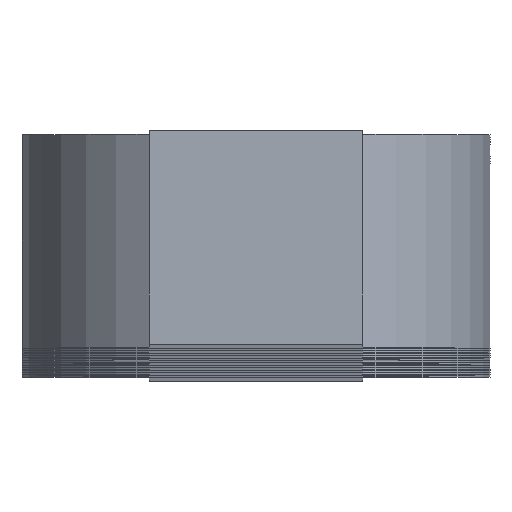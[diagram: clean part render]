
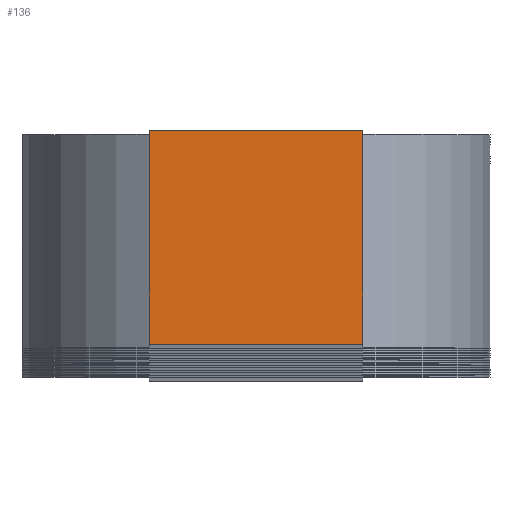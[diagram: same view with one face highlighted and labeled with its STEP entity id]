
A CAD part, top view. The second image highlights one B-rep face of the part: STEP entity #136.
In plain terms, the highlighted planar face has unit normal (0, 0, 1).
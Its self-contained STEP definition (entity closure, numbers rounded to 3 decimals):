
#136 = ADVANCED_FACE ( 'NONE', ( #7531 ), #338, .T. ) ;
#146 = CARTESIAN_POINT ( 'NONE',  ( -10., 10., 1000. ) ) ;
#338 = PLANE ( 'NONE',  #13741 ) ;
#434 = VERTEX_POINT ( 'NONE', #3437 ) ;
#822 = CARTESIAN_POINT ( 'NONE',  ( -10., -10., 1000. ) ) ;
#893 = VECTOR ( 'NONE', #12006, 1000. ) ;
#1294 = EDGE_CURVE ( 'NONE', #434, #2612, #2845, .T. ) ;
#1565 = VECTOR ( 'NONE', #9413, 1000. ) ;
#1950 = VECTOR ( 'NONE', #5736, 1000. ) ;
#2372 = CARTESIAN_POINT ( 'NONE',  ( -10., 10., 1000. ) ) ;
#2612 = VERTEX_POINT ( 'NONE', #13648 ) ;
#2827 = LINE ( 'NONE', #146, #2834 ) ;
#2834 = VECTOR ( 'NONE', #3330, 1000. ) ;
#2845 = LINE ( 'NONE', #822, #893 ) ;
#3282 = EDGE_CURVE ( 'NONE', #2612, #10816, #8313, .T. ) ;
#3330 = DIRECTION ( 'NONE',  ( -1., 0., 0. ) ) ;
#3437 = CARTESIAN_POINT ( 'NONE',  ( -10., -10., 1000. ) ) ;
#3861 = LINE ( 'NONE', #11389, #1950 ) ;
#5736 = DIRECTION ( 'NONE',  ( 0., -1., 0. ) ) ;
#5845 = DIRECTION ( 'NONE',  ( 0., 0., 1. ) ) ;
#5895 = CARTESIAN_POINT ( 'NONE',  ( 10., 10., 1000. ) ) ;
#6138 = CARTESIAN_POINT ( 'NONE',  ( 10., 10., 1000. ) ) ;
#6495 = ORIENTED_EDGE ( 'NONE', *, *, #1294, .T. ) ;
#7531 = FACE_OUTER_BOUND ( 'NONE', #10973, .T. ) ;
#7699 = EDGE_CURVE ( 'NONE', #14728, #434, #3861, .T. ) ;
#7889 = ORIENTED_EDGE ( 'NONE', *, *, #3282, .T. ) ;
#8091 = CARTESIAN_POINT ( 'NONE',  ( 0., 0., 1000. ) ) ;
#8313 = LINE ( 'NONE', #5895, #1565 ) ;
#9413 = DIRECTION ( 'NONE',  ( 0., 1., 0. ) ) ;
#10181 = EDGE_CURVE ( 'NONE', #10816, #14728, #2827, .T. ) ;
#10365 = DIRECTION ( 'NONE',  ( 1., 0., 0. ) ) ;
#10788 = ORIENTED_EDGE ( 'NONE', *, *, #7699, .T. ) ;
#10816 = VERTEX_POINT ( 'NONE', #6138 ) ;
#10973 = EDGE_LOOP ( 'NONE', ( #7889, #11149, #10788, #6495 ) ) ;
#11149 = ORIENTED_EDGE ( 'NONE', *, *, #10181, .T. ) ;
#11389 = CARTESIAN_POINT ( 'NONE',  ( -10., 10., 1000. ) ) ;
#12006 = DIRECTION ( 'NONE',  ( 1., 0., 0. ) ) ;
#13648 = CARTESIAN_POINT ( 'NONE',  ( 10., -10., 1000. ) ) ;
#13741 = AXIS2_PLACEMENT_3D ( 'NONE', #8091, #5845, #10365 ) ;
#14728 = VERTEX_POINT ( 'NONE', #2372 ) ;
